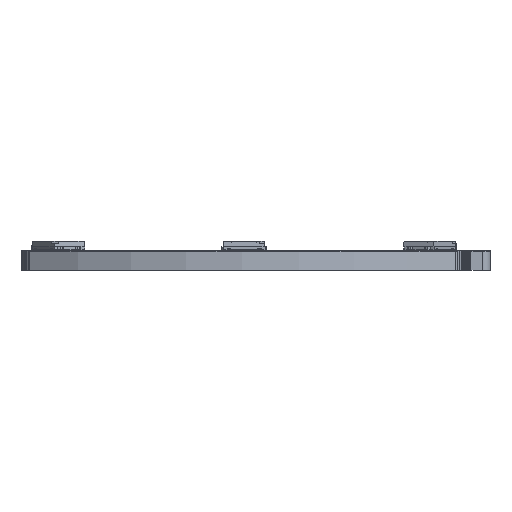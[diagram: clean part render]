
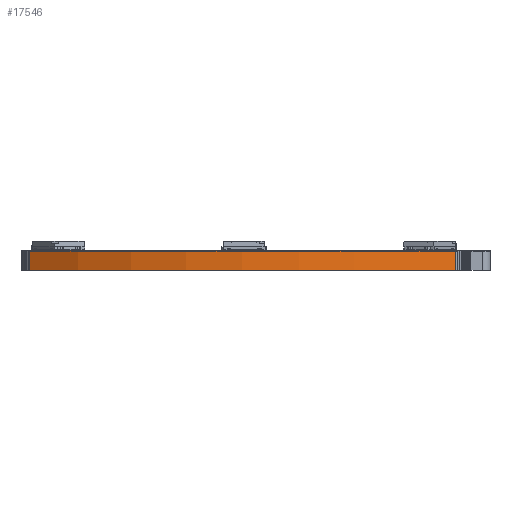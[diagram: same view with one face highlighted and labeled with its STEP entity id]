
A CAD part, left-side view. The second image highlights one B-rep face of the part: STEP entity #17546.
In plain terms, the highlighted cylindrical face has radius 29.125 mm (diameter 58.25 mm), a partial arc.
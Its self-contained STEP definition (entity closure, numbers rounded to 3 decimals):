
#17521 = VERTEX_POINT('',#17522);
#17522 = CARTESIAN_POINT('',(5.534,2.996,1.516));
#17528 = EDGE_CURVE('',#17529,#17521,#17531,.T.);
#17529 = VERTEX_POINT('',#17530);
#17530 = CARTESIAN_POINT('',(5.534,2.996,0.));
#17531 = LINE('',#17532,#17533);
#17532 = CARTESIAN_POINT('',(5.534,2.996,0.));
#17533 = VECTOR('',#17534,1.);
#17534 = DIRECTION('',(0.,0.,1.));
#17546 = ADVANCED_FACE('',(#17547),#17574,.T.);
#17547 = FACE_BOUND('',#17548,.T.);
#17548 = EDGE_LOOP('',(#17549,#17550,#17559,#17567));
#17549 = ORIENTED_EDGE('',*,*,#17528,.T.);
#17550 = ORIENTED_EDGE('',*,*,#17551,.T.);
#17551 = EDGE_CURVE('',#17521,#17552,#17554,.T.);
#17552 = VERTEX_POINT('',#17553);
#17553 = CARTESIAN_POINT('',(5.7,36.5,1.516));
#17554 = CIRCLE('',#17555,29.125);
#17555 = AXIS2_PLACEMENT_3D('',#17556,#17557,#17558);
#17556 = CARTESIAN_POINT('',(29.442,19.63,1.516));
#17557 = DIRECTION('',(0.,0.,-1.));
#17558 = DIRECTION('',(-0.821,-0.571,-0.));
#17559 = ORIENTED_EDGE('',*,*,#17560,.F.);
#17560 = EDGE_CURVE('',#17561,#17552,#17563,.T.);
#17561 = VERTEX_POINT('',#17562);
#17562 = CARTESIAN_POINT('',(5.7,36.5,0.));
#17563 = LINE('',#17564,#17565);
#17564 = CARTESIAN_POINT('',(5.7,36.5,0.));
#17565 = VECTOR('',#17566,1.);
#17566 = DIRECTION('',(0.,0.,1.));
#17567 = ORIENTED_EDGE('',*,*,#17568,.F.);
#17568 = EDGE_CURVE('',#17529,#17561,#17569,.T.);
#17569 = CIRCLE('',#17570,29.125);
#17570 = AXIS2_PLACEMENT_3D('',#17571,#17572,#17573);
#17571 = CARTESIAN_POINT('',(29.442,19.63,0.));
#17572 = DIRECTION('',(0.,0.,-1.));
#17573 = DIRECTION('',(-0.821,-0.571,-0.));
#17574 = CYLINDRICAL_SURFACE('',#17575,29.125);
#17575 = AXIS2_PLACEMENT_3D('',#17576,#17577,#17578);
#17576 = CARTESIAN_POINT('',(29.442,19.63,0.));
#17577 = DIRECTION('',(0.,0.,-1.));
#17578 = DIRECTION('',(-0.821,-0.571,-0.));
